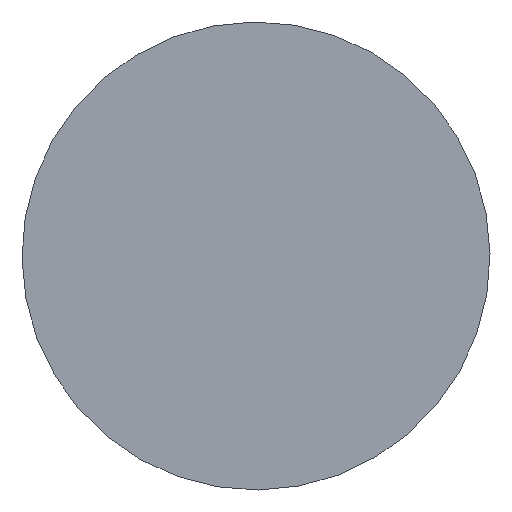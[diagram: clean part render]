
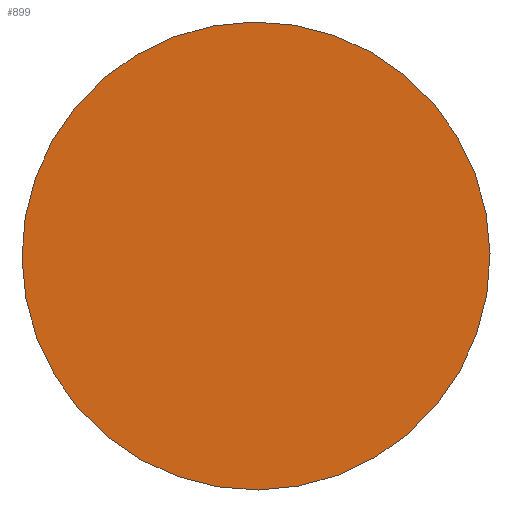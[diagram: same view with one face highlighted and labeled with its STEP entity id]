
A CAD part, front view. The second image highlights one B-rep face of the part: STEP entity #899.
In plain terms, the highlighted planar face has unit normal (0, -1, 0).
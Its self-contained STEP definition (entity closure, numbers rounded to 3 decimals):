
#208=FACE_OUTER_BOUND('',#268,.T.);
#268=EDGE_LOOP('',(#738,#739));
#359=CIRCLE('',#1033,25.5);
#360=CIRCLE('',#1034,25.5);
#435=VERTEX_POINT('',#1530);
#436=VERTEX_POINT('',#1531);
#540=EDGE_CURVE('',#435,#436,#359,.T.);
#541=EDGE_CURVE('',#436,#435,#360,.T.);
#738=ORIENTED_EDGE('',*,*,#540,.T.);
#739=ORIENTED_EDGE('',*,*,#541,.T.);
#863=PLANE('',#1035);
#899=ADVANCED_FACE('',(#208),#863,.T.);
#1033=AXIS2_PLACEMENT_3D('',#1532,#1268,#1269);
#1034=AXIS2_PLACEMENT_3D('',#1533,#1270,#1271);
#1035=AXIS2_PLACEMENT_3D('',#1535,#1273,#1274);
#1268=DIRECTION('center_axis',(0.,-1.,0.));
#1269=DIRECTION('ref_axis',(0.164,0.,0.986));
#1270=DIRECTION('center_axis',(0.,-1.,0.));
#1271=DIRECTION('ref_axis',(0.164,0.,0.986));
#1273=DIRECTION('center_axis',(0.,-1.,0.));
#1274=DIRECTION('ref_axis',(-0.164,0.,-0.986));
#1530=CARTESIAN_POINT('',(-4.188,-61.5,-25.154));
#1531=CARTESIAN_POINT('',(4.188,-61.5,25.154));
#1532=CARTESIAN_POINT('Origin',(0.,-61.5,0.));
#1533=CARTESIAN_POINT('Origin',(0.,-61.5,0.));
#1535=CARTESIAN_POINT('Origin',(-4.071,-61.5,-24.45));
